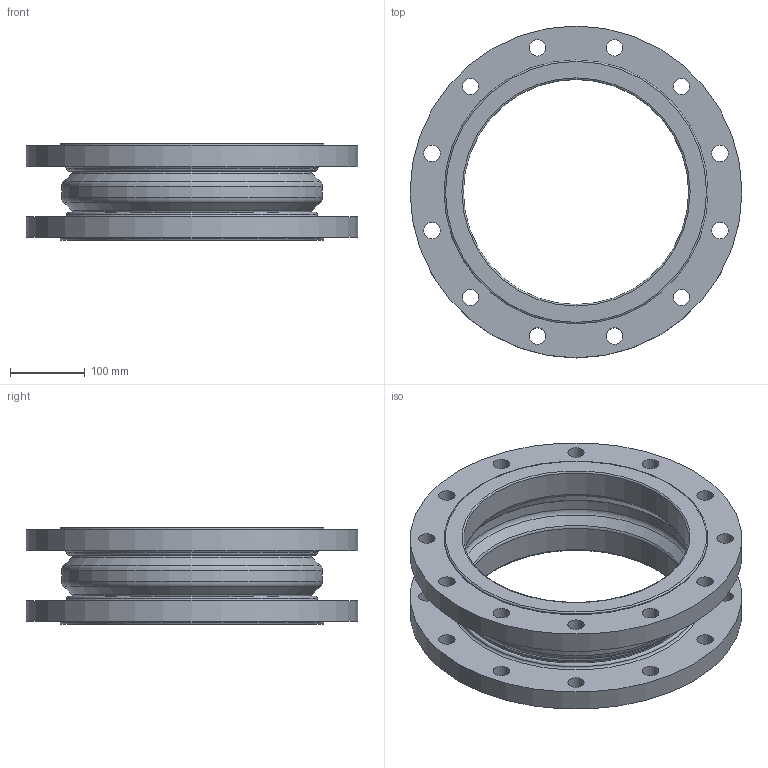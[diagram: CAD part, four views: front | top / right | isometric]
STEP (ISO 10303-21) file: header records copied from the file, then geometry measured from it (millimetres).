
FILE_DESCRIPTION(/* description */ (''),/* implementation_level */ '2;1');
FILE_NAME(/* name */ 'G_0300_130_010_HKS-R.stp',/* time_stamp */ '2022-07-04T15:27:52+02:00',/* author */ ('TKopatzki'),/* organization */ (''),/* preprocessor_version */ 'ST-DEVELOPER v19',/* originating_system */ 'Autodesk Inventor 2023',/* authorisation */ '');
FILE_SCHEMA (('AUTOMOTIVE_DESIGN { 1 0 10303 214 3 1 1 }'));
Length unit declared in the file: millimetre
Products named in the file (3): G_0300_130_010_HKS-R; GK_R_DN300_Balg; GK_R_DN300_Flansch_rund
Assembly tree (3 placements, depth 2):
  G_0300_130_010_HKS-R
    GK_R_DN300_Balg
    GK_R_DN300_Flansch_rund  x2
Bounding box: 445 x 445 x 130 mm (x, y, z)
Volume: 5347227.3 mm3; surface area: 880296.7 mm2
Topology: 3 solids, 3 shells, 94 faces, 236 edges, 156 vertices
Faces by surface type: cylinder 42, torus 34, plane 14, cone 4
Full cylindrical faces by diameter (mm): 22 x24, 302 x2, 319 x2, 320 x2, 329 x2, 330 x2, 332 x1, 350 x1, 354 x4, 445 x2
Entity records: 2296 total; most frequent: DIRECTION 454, CARTESIAN_POINT 354, ORIENTED_EDGE 338, AXIS2_PLACEMENT_3D 212, EDGE_CURVE 169, CIRCLE 139, VERTEX_POINT 112, EDGE_LOOP 101
